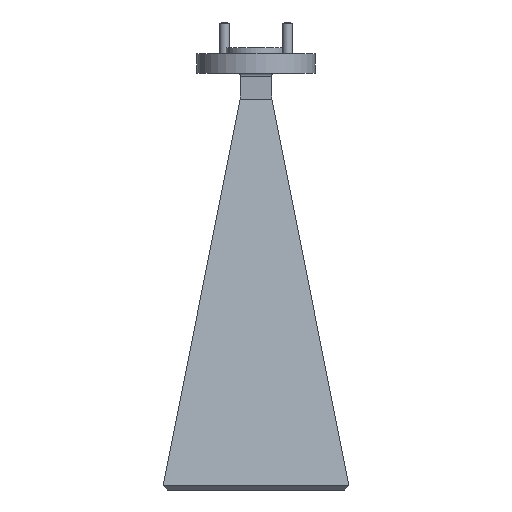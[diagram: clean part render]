
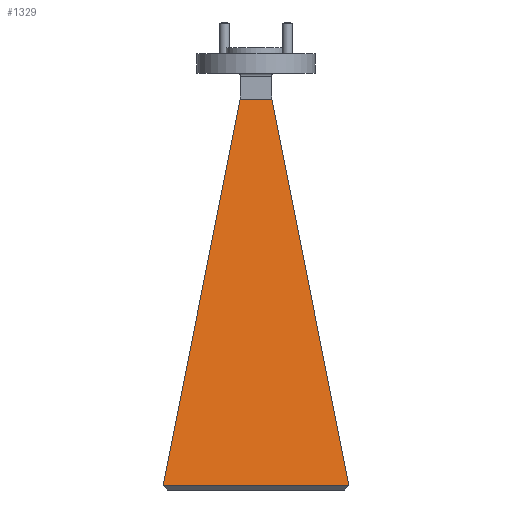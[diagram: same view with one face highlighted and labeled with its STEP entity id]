
A CAD part, front view. The second image highlights one B-rep face of the part: STEP entity #1329.
In plain terms, the highlighted planar face has unit normal (0, -0.986, 0.167).
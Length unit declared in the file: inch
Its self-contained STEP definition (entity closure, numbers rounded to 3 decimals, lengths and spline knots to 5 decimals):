
#10 = CARTESIAN_POINT ( 'NONE',  ( -0.58802, -0.48989, -2.73307 ) ) ;
#67 = EDGE_CURVE ( 'NONE', #1882, #2131, #268, .T. ) ;
#149 = PLANE ( 'NONE',  #1252 ) ;
#188 = FACE_OUTER_BOUND ( 'NONE', #985, .T. ) ;
#268 = LINE ( 'NONE', #704, #733 ) ;
#364 = VECTOR ( 'NONE', #2028, 39.37008 ) ;
#494 = EDGE_CURVE ( 'NONE', #1882, #907, #1150, .T. ) ;
#551 = CARTESIAN_POINT ( 'NONE',  ( 0., -0.48989, -2.73307 ) ) ;
#579 = ORIENTED_EDGE ( 'NONE', *, *, #2037, .T. ) ;
#621 = ORIENTED_EDGE ( 'NONE', *, *, #494, .T. ) ;
#704 = CARTESIAN_POINT ( 'NONE',  ( -0.04114, -0.02483, 0.0124 ) ) ;
#733 = VECTOR ( 'NONE', #1430, 39.37008 ) ;
#902 = CARTESIAN_POINT ( 'NONE',  ( -0.10098, -0.07571, -0.288 ) ) ;
#907 = VERTEX_POINT ( 'NONE', #967 ) ;
#967 = CARTESIAN_POINT ( 'NONE',  ( 0.58802, -0.48989, -2.73307 ) ) ;
#985 = EDGE_LOOP ( 'NONE', ( #1659, #621, #2003, #579 ) ) ;
#1072 = LINE ( 'NONE', #1837, #1093 ) ;
#1079 = VECTOR ( 'NONE', #2470, 39.37008 ) ;
#1093 = VECTOR ( 'NONE', #1982, 39.37008 ) ;
#1122 = CARTESIAN_POINT ( 'NONE',  ( 0., -0.02618, 0.00443 ) ) ;
#1150 = LINE ( 'NONE', #551, #1079 ) ;
#1224 = CARTESIAN_POINT ( 'NONE',  ( 0., -0.07571, -0.288 ) ) ;
#1252 = AXIS2_PLACEMENT_3D ( 'NONE', #1122, #1687, #1484 ) ;
#1329 = ADVANCED_FACE ( 'NONE', ( #188 ), #149, .T. ) ;
#1409 = VERTEX_POINT ( 'NONE', #1727 ) ;
#1430 = DIRECTION ( 'NONE',  ( 0.193, 0.164, 0.967 ) ) ;
#1484 = DIRECTION ( 'NONE',  ( 0., -0.167, -0.986 ) ) ;
#1659 = ORIENTED_EDGE ( 'NONE', *, *, #67, .F. ) ;
#1687 = DIRECTION ( 'NONE',  ( 0., -0.986, 0.167 ) ) ;
#1727 = CARTESIAN_POINT ( 'NONE',  ( 0.10098, -0.07571, -0.288 ) ) ;
#1817 = LINE ( 'NONE', #1224, #364 ) ;
#1837 = CARTESIAN_POINT ( 'NONE',  ( 0.04114, -0.02483, 0.0124 ) ) ;
#1882 = VERTEX_POINT ( 'NONE', #10 ) ;
#1982 = DIRECTION ( 'NONE',  ( -0.193, 0.164, 0.967 ) ) ;
#2003 = ORIENTED_EDGE ( 'NONE', *, *, #2066, .T. ) ;
#2028 = DIRECTION ( 'NONE',  ( -1., 0., 0. ) ) ;
#2037 = EDGE_CURVE ( 'NONE', #1409, #2131, #1817, .T. ) ;
#2066 = EDGE_CURVE ( 'NONE', #907, #1409, #1072, .T. ) ;
#2131 = VERTEX_POINT ( 'NONE', #902 ) ;
#2470 = DIRECTION ( 'NONE',  ( 1., 0., 0. ) ) ;
